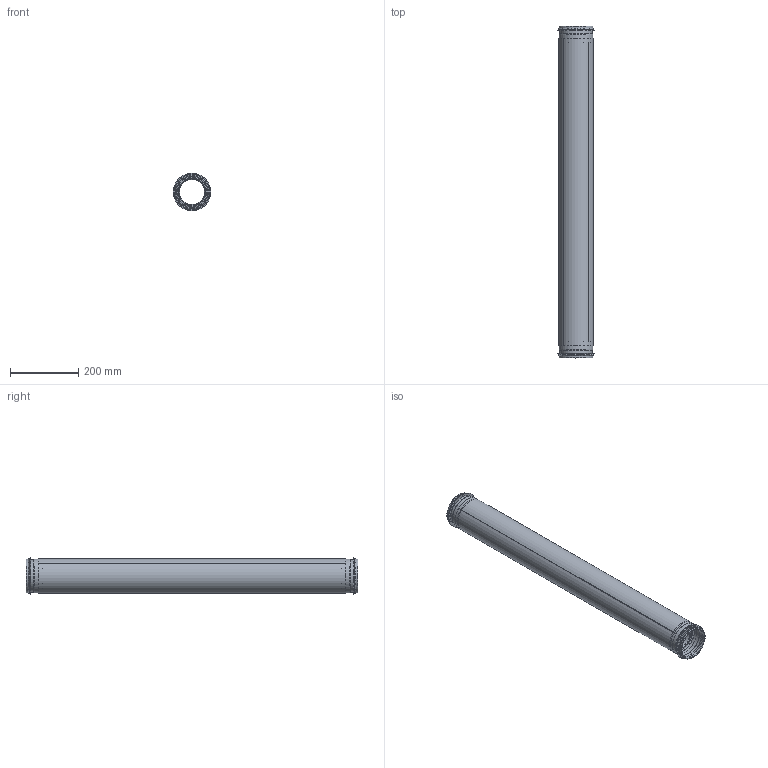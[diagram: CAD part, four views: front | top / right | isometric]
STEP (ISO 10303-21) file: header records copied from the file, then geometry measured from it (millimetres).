
FILE_DESCRIPTION((''),'2;1');
FILE_NAME('HILF-100-900-100.stp','2014-03-05T14:57:39',(''),(''),'Autodesk Inventor 2013','Autodesk Inventor 2013','');
FILE_SCHEMA(('AUTOMOTIVE_DESIGN { 1 2 10303 214 0 1 1 1 }'));
Length unit declared in the file: millimetre
Products named in the file (8): HILF-100-900-100; HILF-100-900-002; HILF-100-900-003; HILF-100-900-001; HFKL-100-80; HFKL-Rörämne-100-80; 999002; 999003
Assembly tree (8 placements, depth 3):
  HILF-100-900-100
    HILF-100-900-002
    HILF-100-900-003
    HILF-100-900-001
    HFKL-100-80  x2
      HFKL-Rörämne-100-80
      999002
      999003
Bounding box: 109.45 x 971.8 x 109.45 mm (x, y, z)
Volume: 2823158.9 mm3; surface area: 1724708.3 mm2
Topology: 9 solids, 9 shells, 166 faces, 314 edges, 178 vertices
Faces by surface type: torus 56, cylinder 54, plane 36, cone 20
Full cylindrical faces by diameter (mm): 73.25 x2, 74.25 x2, 75.25 x2, 75.45 x2, 76.25 x2, 78.05 x8, 79.05 x2, 84.45 x2, 89.45 x2, 93.25 x2, 94.25 x2, 95.45 x2, 98.05 x10, 99.05 x4, 104.45 x2, 109.45 x2
Entity records: 2269 total; most frequent: DIRECTION 412, CARTESIAN_POINT 316, ORIENTED_EDGE 220, AXIS2_PLACEMENT_3D 194, EDGE_LOOP 166, EDGE_CURVE 110, VERTEX_POINT 98, FACE_OUTER_BOUND 92
